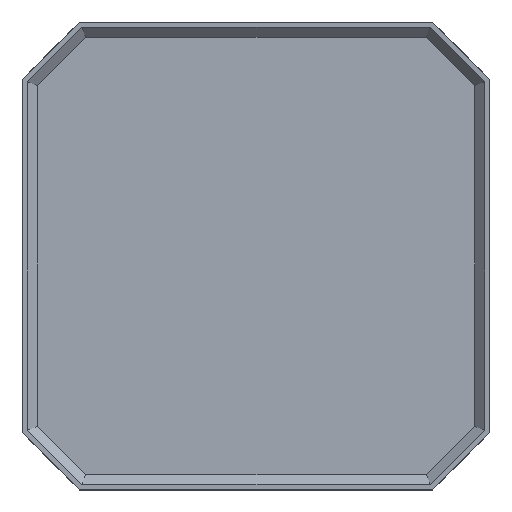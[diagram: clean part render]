
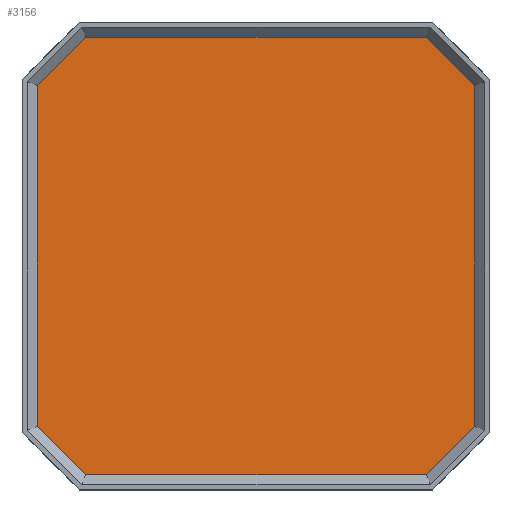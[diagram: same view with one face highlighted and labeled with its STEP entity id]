
A CAD part, top view. The second image highlights one B-rep face of the part: STEP entity #3156.
In plain terms, the highlighted planar face has unit normal (0, 0, 1).
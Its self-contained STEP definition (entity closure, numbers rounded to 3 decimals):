
#110=FACE_OUTER_BOUND('',#280,.T.);
#280=EDGE_LOOP('',(#2491,#2492,#2493,#2494,#2495,#2496,#2497,#2498));
#626=LINE('',#4739,#1076);
#627=LINE('',#4741,#1077);
#628=LINE('',#4743,#1078);
#629=LINE('',#4745,#1079);
#630=LINE('',#4747,#1080);
#631=LINE('',#4749,#1081);
#632=LINE('',#4751,#1082);
#633=LINE('',#4752,#1083);
#1076=VECTOR('',#3862,10.);
#1077=VECTOR('',#3863,10.);
#1078=VECTOR('',#3864,10.);
#1079=VECTOR('',#3865,10.);
#1080=VECTOR('',#3866,10.);
#1081=VECTOR('',#3867,10.);
#1082=VECTOR('',#3868,10.);
#1083=VECTOR('',#3869,10.);
#1437=VERTEX_POINT('',#4737);
#1438=VERTEX_POINT('',#4738);
#1439=VERTEX_POINT('',#4740);
#1440=VERTEX_POINT('',#4742);
#1441=VERTEX_POINT('',#4744);
#1442=VERTEX_POINT('',#4746);
#1443=VERTEX_POINT('',#4748);
#1444=VERTEX_POINT('',#4750);
#1810=EDGE_CURVE('',#1437,#1438,#626,.T.);
#1811=EDGE_CURVE('',#1439,#1437,#627,.T.);
#1812=EDGE_CURVE('',#1440,#1439,#628,.T.);
#1813=EDGE_CURVE('',#1441,#1440,#629,.T.);
#1814=EDGE_CURVE('',#1442,#1441,#630,.T.);
#1815=EDGE_CURVE('',#1443,#1442,#631,.T.);
#1816=EDGE_CURVE('',#1444,#1443,#632,.T.);
#1817=EDGE_CURVE('',#1438,#1444,#633,.T.);
#2491=ORIENTED_EDGE('',*,*,#1810,.F.);
#2492=ORIENTED_EDGE('',*,*,#1811,.F.);
#2493=ORIENTED_EDGE('',*,*,#1812,.F.);
#2494=ORIENTED_EDGE('',*,*,#1813,.F.);
#2495=ORIENTED_EDGE('',*,*,#1814,.F.);
#2496=ORIENTED_EDGE('',*,*,#1815,.F.);
#2497=ORIENTED_EDGE('',*,*,#1816,.F.);
#2498=ORIENTED_EDGE('',*,*,#1817,.F.);
#2986=PLANE('',#3328);
#3156=ADVANCED_FACE('',(#110),#2986,.T.);
#3328=AXIS2_PLACEMENT_3D('',#4736,#3860,#3861);
#3860=DIRECTION('center_axis',(0.,0.,1.));
#3861=DIRECTION('ref_axis',(1.,0.,0.));
#3862=DIRECTION('',(0.707,0.707,0.));
#3863=DIRECTION('',(0.,1.,0.));
#3864=DIRECTION('',(-0.707,0.707,0.));
#3865=DIRECTION('',(-1.,0.,0.));
#3866=DIRECTION('',(-0.707,-0.707,0.));
#3867=DIRECTION('',(0.,-1.,0.));
#3868=DIRECTION('',(0.707,-0.707,0.));
#3869=DIRECTION('',(1.,0.,0.));
#4736=CARTESIAN_POINT('Origin',(0.,0.,
4.2));
#4737=CARTESIAN_POINT('',(-20.1,15.648,4.2));
#4738=CARTESIAN_POINT('',(-15.648,20.1,4.2));
#4739=CARTESIAN_POINT('',(-16.556,19.192,4.2));
#4740=CARTESIAN_POINT('',(-20.1,-15.648,4.2));
#4741=CARTESIAN_POINT('',(-20.1,8.114,4.2));
#4742=CARTESIAN_POINT('',(-15.648,-20.1,4.2));
#4743=CARTESIAN_POINT('',(-19.192,-16.556,4.2));
#4744=CARTESIAN_POINT('',(15.648,-20.1,4.2));
#4745=CARTESIAN_POINT('',(-8.114,-20.1,4.2));
#4746=CARTESIAN_POINT('',(20.1,-15.648,4.2));
#4747=CARTESIAN_POINT('',(16.556,-19.192,4.2));
#4748=CARTESIAN_POINT('',(20.1,15.648,4.2));
#4749=CARTESIAN_POINT('',(20.1,-8.114,4.2));
#4750=CARTESIAN_POINT('',(15.648,20.1,4.2));
#4751=CARTESIAN_POINT('',(19.192,16.556,4.2));
#4752=CARTESIAN_POINT('',(8.114,20.1,4.2));
